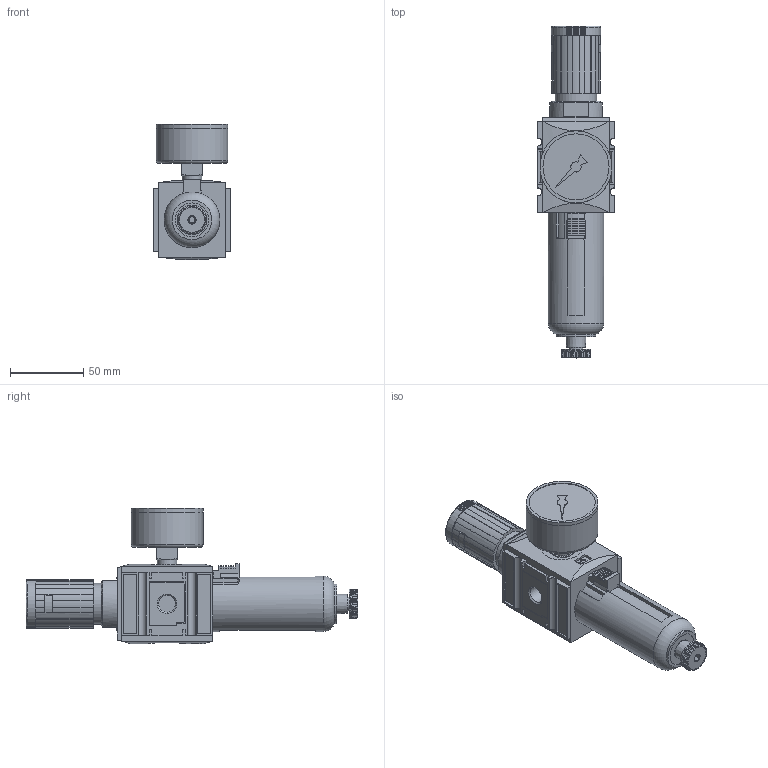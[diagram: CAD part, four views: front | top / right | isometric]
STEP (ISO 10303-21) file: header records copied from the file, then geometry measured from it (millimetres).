
FILE_DESCRIPTION(/* description */ ('STEP AP214'),/* implementation_level */ '2;1');
FILE_NAME(/* name */ '039852',/* time_stamp */ '2026-03-16T11:18:14+01:00',/* author */ ('License CC BY-ND 4.0'),/* organization */ ('CADENAS'),/* preprocessor_version */ 'ST-DEVELOPER v20',/* originating_system */ 'PARTsolutions',/* authorisation */ ' ');
FILE_SCHEMA (('AUTOMOTIVE_DESIGN {1 0 10303 214 3 1 1}'));
Length unit declared in the file: millimetre
Products named in the file (5): 039852; FU 811G 1/4000-1; FU 811-3; FU 811-2; FU 811_0
Assembly tree (4 placements, depth 2):
  039852
    FU 811G 1/4000-1
    FU 811-3
    FU 811-2
    FU 811_0
Bounding box: 52 x 226 x 92.1 mm (x, y, z)
Volume: 358563.5 mm3; surface area: 56626.1 mm2
Topology: 4 solids, 5 shells, 621 faces, 1649 edges, 1081 vertices
Faces by surface type: plane 361, cylinder 205, torus 37, cone 18
Full cylindrical faces by diameter (mm): 4 x1, 9.728 x1, 11.445 x4, 13.157 x1, 15.1 x1, 16.5 x1, 16.8 x2, 20 x1, 23 x1, 27 x1, 28 x3, 36 x1, 37.8 x1, 45 x1, 48.96 x1, 49 x2
Entity records: 23645 total; most frequent: CARTESIAN_POINT 3773, DIRECTION 3237, ORIENTED_EDGE 3186, EDGE_CURVE 1593, AXIS2_PLACEMENT_3D 1144, VERTEX_POINT 1066, LINE 949, VECTOR 949
